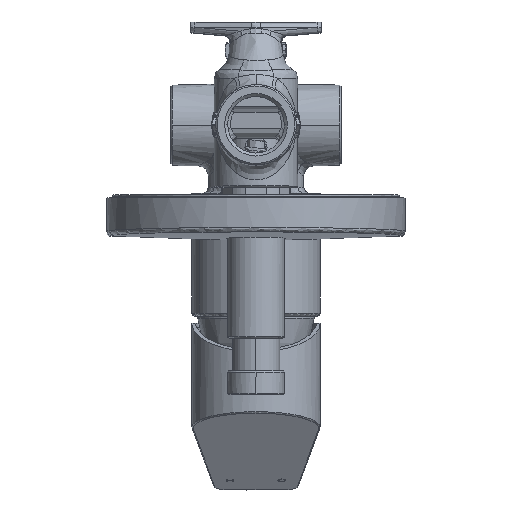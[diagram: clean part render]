
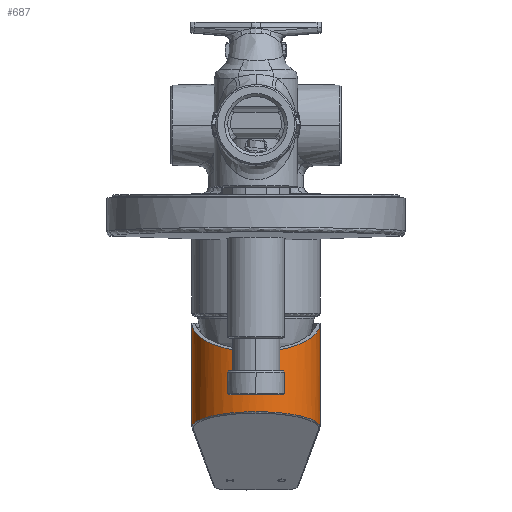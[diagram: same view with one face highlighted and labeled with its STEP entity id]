
A CAD part, top view. The second image highlights one B-rep face of the part: STEP entity #687.
In plain terms, the highlighted cylindrical face has radius 21.5 mm (diameter 43 mm), a partial arc.
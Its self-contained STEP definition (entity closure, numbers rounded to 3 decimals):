
#687=ADVANCED_FACE('',(#2889),#32789,.T.);
#2889=FACE_OUTER_BOUND('',#5120,.T.);
#5120=EDGE_LOOP('',(#8608,#8609,#8610,#8611,#8612));
#8608=ORIENTED_EDGE('',*,*,#18673,.F.);
#8609=ORIENTED_EDGE('',*,*,#18714,.T.);
#8610=ORIENTED_EDGE('',*,*,#18665,.T.);
#8611=ORIENTED_EDGE('',*,*,#18671,.F.);
#8612=ORIENTED_EDGE('',*,*,#18736,.T.);
#18665=EDGE_CURVE('',#29484,#29498,#26818,.T.);
#18671=EDGE_CURVE('',#29499,#29498,#23811,.T.);
#18673=EDGE_CURVE('',#29501,#29500,#23812,.T.);
#18714=EDGE_CURVE('',#29501,#29484,#26837,.T.);
#18736=EDGE_CURVE('',#29499,#29500,#26845,.T.);
#23811=B_SPLINE_CURVE_WITH_KNOTS('',1,(#50454,#50455),.UNSPECIFIED.,.F.,
 .F.,(2,2),(5.142,6.142),.UNSPECIFIED.);
#23812=B_SPLINE_CURVE_WITH_KNOTS('',1,(#50461,#50462),.UNSPECIFIED.,.F.,
 .F.,(2,2),(1.,2.),.UNSPECIFIED.);
#26818=(
BOUNDED_CURVE()
B_SPLINE_CURVE(3,(#50424,#50425,#50426,#50427,#50428,#50429,#50430,#50431,
#50432,#50433,#50434,#50435,#50436,#50437,#50438,#50439,#50440,#50441),
 .UNSPECIFIED.,.F.,.F.)
B_SPLINE_CURVE_WITH_KNOTS((4,2,2,2,2,2,2,2,4),(-6.283,-6.076,
-5.868,-5.66,-5.453,-5.245,
-5.037,-4.829,-4.712),.UNSPECIFIED.)
CURVE()
GEOMETRIC_REPRESENTATION_ITEM()
RATIONAL_B_SPLINE_CURVE((1.,1.,1.,1.,1.,1.,1.,1.,1.,1.,1.,1.,1.,1.,1.,1.,
1.,1.))
REPRESENTATION_ITEM('')
);
#26837=(
BOUNDED_CURVE()
B_SPLINE_CURVE(3,(#50824,#50825,#50826,#50827,#50828,#50829,#50830,#50831,
#50832,#50833,#50834,#50835,#50836,#50837,#50838,#50839,#50840,#50841),
 .UNSPECIFIED.,.F.,.F.)
B_SPLINE_CURVE_WITH_KNOTS((4,2,2,2,2,2,2,2,4),(-1.571,-1.454,
-1.246,-1.038,-0.831,-0.623,
-0.415,-0.208,0.),
 .UNSPECIFIED.)
CURVE()
GEOMETRIC_REPRESENTATION_ITEM()
RATIONAL_B_SPLINE_CURVE((1.,1.,1.,1.,1.,1.,1.,1.,1.,1.,1.,1.,1.,1.,1.,1.,
1.,1.))
REPRESENTATION_ITEM('')
);
#26845=(
BOUNDED_CURVE()
B_SPLINE_CURVE(3,(#50967,#50968,#50969,#50970),.UNSPECIFIED.,.F.,.F.)
B_SPLINE_CURVE_WITH_KNOTS((4,4),(2.003,3.003),
 .UNSPECIFIED.)
CURVE()
GEOMETRIC_REPRESENTATION_ITEM()
RATIONAL_B_SPLINE_CURVE((1.,0.333,0.333,1.))
REPRESENTATION_ITEM('')
);
#29484=VERTEX_POINT('',#49982);
#29498=VERTEX_POINT('',#49996);
#29499=VERTEX_POINT('',#49997);
#29500=VERTEX_POINT('',#49998);
#29501=VERTEX_POINT('',#49999);
#32789=CYLINDRICAL_SURFACE('',#34593,21.5);
#34593=AXIS2_PLACEMENT_3D('',#48472,#35678,$);
#35678=DIRECTION('',(0.,1.,0.));
#48472=CARTESIAN_POINT('',(0.,-59.288,-60.05));
#49982=CARTESIAN_POINT('',(0.,-71.594,-38.55));
#49996=CARTESIAN_POINT('',(21.5,-76.677,-60.05));
#49997=CARTESIAN_POINT('',(21.5,-41.898,-60.05));
#49998=CARTESIAN_POINT('',(-21.5,-41.898,-60.05));
#49999=CARTESIAN_POINT('',(-21.5,-76.677,-60.05));
#50424=CARTESIAN_POINT('',(0.,-71.594,-38.55));
#50425=CARTESIAN_POINT('',(1.488,-71.594,-38.55));
#50426=CARTESIAN_POINT('',(2.977,-71.631,-38.705));
#50427=CARTESIAN_POINT('',(5.889,-71.776,-39.319));
#50428=CARTESIAN_POINT('',(7.314,-71.884,-39.777));
#50429=CARTESIAN_POINT('',(10.037,-72.168,-40.979));
#50430=CARTESIAN_POINT('',(11.336,-72.344,-41.721));
#50431=CARTESIAN_POINT('',(13.754,-72.754,-43.458));
#50432=CARTESIAN_POINT('',(14.872,-72.989,-44.452));
#50433=CARTESIAN_POINT('',(16.879,-73.509,-46.65));
#50434=CARTESIAN_POINT('',(17.768,-73.794,-47.853));
#50435=CARTESIAN_POINT('',(19.279,-74.4,-50.418));
#50436=CARTESIAN_POINT('',(19.901,-74.722,-51.779));
#50437=CARTESIAN_POINT('',(20.851,-75.389,-54.6));
#50438=CARTESIAN_POINT('',(21.179,-75.734,-56.06));
#50439=CARTESIAN_POINT('',(21.451,-76.28,-58.372));
#50440=CARTESIAN_POINT('',(21.5,-76.479,-59.211));
#50441=CARTESIAN_POINT('',(21.5,-76.677,-60.05));
#50454=CARTESIAN_POINT('',(21.5,-41.898,-60.05));
#50455=CARTESIAN_POINT('',(21.5,-76.677,-60.05));
#50461=CARTESIAN_POINT('',(-21.5,-76.677,-60.05));
#50462=CARTESIAN_POINT('',(-21.5,-41.898,-60.05));
#50824=CARTESIAN_POINT('',(-21.5,-76.677,-60.05));
#50825=CARTESIAN_POINT('',(-21.5,-76.479,-59.211));
#50826=CARTESIAN_POINT('',(-21.451,-76.28,-58.372));
#50827=CARTESIAN_POINT('',(-21.179,-75.734,-56.06));
#50828=CARTESIAN_POINT('',(-20.851,-75.389,-54.6));
#50829=CARTESIAN_POINT('',(-19.901,-74.722,-51.779));
#50830=CARTESIAN_POINT('',(-19.279,-74.4,-50.418));
#50831=CARTESIAN_POINT('',(-17.768,-73.794,-47.853));
#50832=CARTESIAN_POINT('',(-16.879,-73.509,-46.65));
#50833=CARTESIAN_POINT('',(-14.872,-72.989,-44.452));
#50834=CARTESIAN_POINT('',(-13.754,-72.754,-43.458));
#50835=CARTESIAN_POINT('',(-11.336,-72.344,-41.721));
#50836=CARTESIAN_POINT('',(-10.037,-72.168,-40.979));
#50837=CARTESIAN_POINT('',(-7.314,-71.884,-39.777));
#50838=CARTESIAN_POINT('',(-5.889,-71.776,-39.319));
#50839=CARTESIAN_POINT('',(-2.977,-71.631,-38.705));
#50840=CARTESIAN_POINT('',(-1.488,-71.594,-38.55));
#50841=CARTESIAN_POINT('',(0.,-71.594,-38.55));
#50967=CARTESIAN_POINT('',(21.5,-41.898,-60.05));
#50968=CARTESIAN_POINT('',(21.5,-61.043,-17.05));
#50969=CARTESIAN_POINT('',(-21.5,-61.043,-17.05));
#50970=CARTESIAN_POINT('',(-21.5,-41.898,-60.05));
